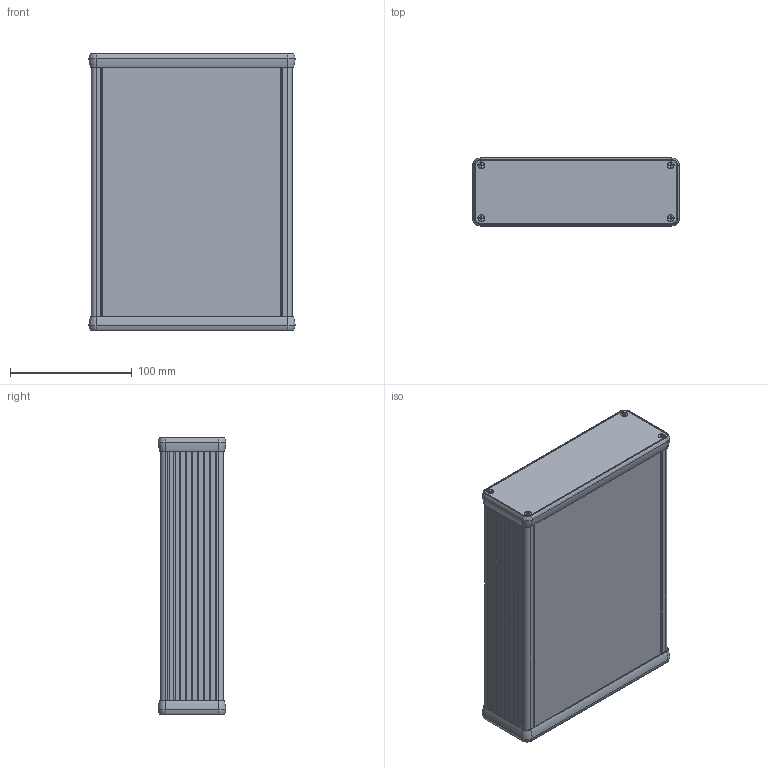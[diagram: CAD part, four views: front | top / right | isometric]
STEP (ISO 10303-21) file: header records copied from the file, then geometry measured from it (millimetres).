
FILE_DESCRIPTION((''),'2;1');
FILE_NAME('STEP''s\1455T2202.stp','2013-07-23T13:54:01',('tfoster'),(''),'Autodesk Inventor 2013','Autodesk Inventor 2013','');
FILE_SCHEMA(('AUTOMOTIVE_DESIGN { 1 0 10303 214 1 1 1 1 }'));
Length unit declared in the file: millimetre
Products named in the file (5): 1455T2202; T extrusion 220mm; T Extrusion Cap 220mm; 1455 Black Screw; T Bezel closed
Assembly tree (12 placements, depth 2):
  1455T2202
    T extrusion 220mm
    T Extrusion Cap 220mm
    1455 Black Screw  x8
    T Bezel closed  x2
Bounding box: 169.5 x 55.7 x 227 mm (x, y, z)
Volume: 303582.6 mm3; surface area: 278461.1 mm2
Topology: 12 solids, 12 shells, 566 faces, 1506 edges, 980 vertices
Faces by surface type: plane 274, cylinder 196, cone 56, torus 24, bspline 16
Full cylindrical faces by diameter (mm): 3.5 x16
Entity records: 11999 total; most frequent: CARTESIAN_POINT 2265, DIRECTION 2076, ORIENTED_EDGE 1996, EDGE_CURVE 998, AXIS2_PLACEMENT_3D 715, VERTEX_POINT 660, VECTOR 646, LINE 646
